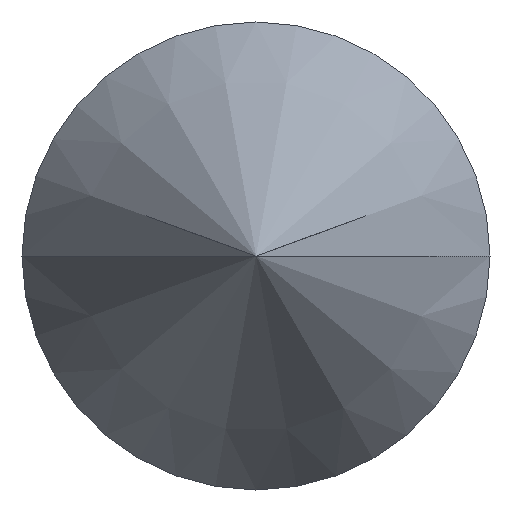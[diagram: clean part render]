
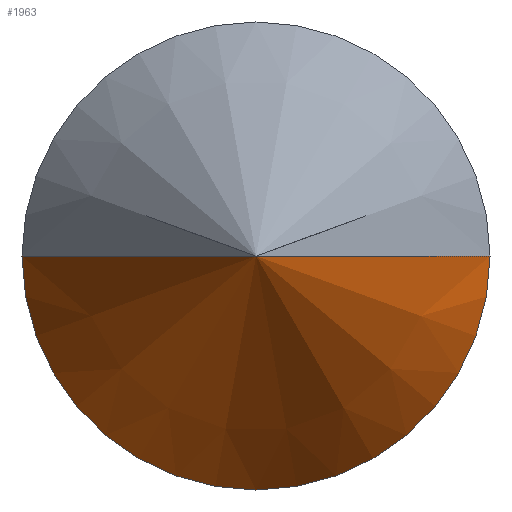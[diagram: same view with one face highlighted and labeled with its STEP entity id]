
A CAD part, left-side view. The second image highlights one B-rep face of the part: STEP entity #1963.
In plain terms, the highlighted conical face has half-angle 30.964 degrees and reference radius 777.24 mm.
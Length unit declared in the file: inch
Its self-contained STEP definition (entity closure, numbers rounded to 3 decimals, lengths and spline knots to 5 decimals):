
#805=CARTESIAN_POINT('',(-5.,0.,0.));
#806=DIRECTION('',(-1.,0.,0.));
#807=DIRECTION('',(0.,1.,0.));
#808=AXIS2_PLACEMENT_3D('',#805,#806,#807);
#813=DIRECTION('',(-0.857,-0.514,0.));
#814=VECTOR('',#813,116.61904);
#815=CARTESIAN_POINT('',(-5.,60.,0.));
#816=LINE('',#815,#814);
#828=DIRECTION('',(-0.857,0.514,0.));
#829=VECTOR('',#828,116.61904);
#830=CARTESIAN_POINT('',(-5.,-60.,0.));
#831=LINE('',#830,#829);
#840=CARTESIAN_POINT('',(-5.,60.,0.));
#842=VERTEX_POINT('',#840);
#848=CARTESIAN_POINT('',(-5.,-60.,0.));
#850=VERTEX_POINT('',#848);
#851=CARTESIAN_POINT('',(-105.,0.,0.));
#852=VERTEX_POINT('',#851);
#1951=CARTESIAN_POINT('',(-54.,0.,0.));
#1952=DIRECTION('',(1.,0.,0.));
#1953=DIRECTION('',(0.,-1.,0.));
#1954=AXIS2_PLACEMENT_3D('',#1951,#1952,#1953);
#1955=CONICAL_SURFACE('',#1954,30.6,30.964);
#1957=ORIENTED_EDGE('',*,*,#1956,.T.);
#1959=ORIENTED_EDGE('',*,*,#1958,.F.);
#1960=ORIENTED_EDGE('',*,*,#1937,.F.);
#1961=EDGE_LOOP('',(#1957,#1959,#1960));
#1962=FACE_OUTER_BOUND('',#1961,.F.);
#809=CIRCLE('',#808,60.);
#1937=EDGE_CURVE('',#842,#850,#809,.T.);
#1956=EDGE_CURVE('',#842,#852,#816,.T.);
#1958=EDGE_CURVE('',#850,#852,#831,.T.);
#1963=ADVANCED_FACE('',(#1962),#1955,.T.);
